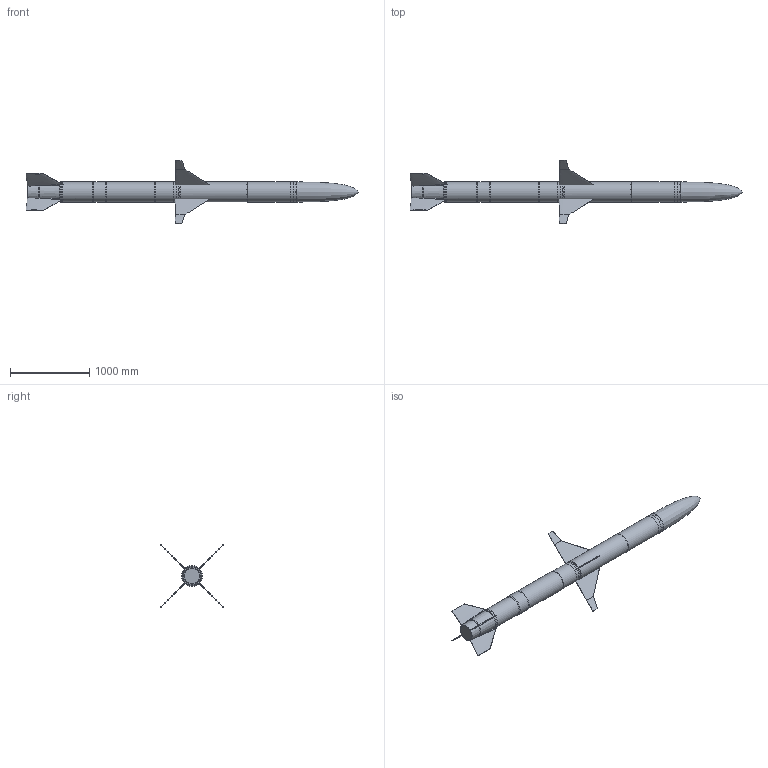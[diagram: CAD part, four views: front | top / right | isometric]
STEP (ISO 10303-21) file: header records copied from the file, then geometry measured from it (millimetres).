
FILE_DESCRIPTION(/* description */ (''),/* implementation_level */ '2;1');
FILE_NAME(/* name */ 'AGM-88E.step',/* time_stamp */ '2023-05-01T19:29:21+01:00',/* author */ (''),/* organization */ (''),/* preprocessor_version */ 'ST-DEVELOPER v19.2',/* originating_system */ 'Autodesk Translation Framework v12.4.0.73',/* authorisation */ '');
FILE_SCHEMA (('AUTOMOTIVE_DESIGN { 1 0 10303 214 3 1 1 }'));
Length unit declared in the file: metre
Products named in the file (2): AGM-88E AARGM; Missile Body
Assembly tree (1 placements, depth 2):
  AGM-88E AARGM
    Missile Body
Bounding box: 4190.41 x 804.07 x 804.07 mm (x, y, z)
Volume: 203379022.3 mm3; surface area: 4551900.8 mm2
Topology: 1 solids, 1 shells, 221 faces, 516 edges, 342 vertices
Faces by surface type: cylinder 78, plane 69, bspline 49, cone 19, torus 6
Full cylindrical faces by diameter (mm): 8 x48, 194 x1, 254 x7, 259 x1, 264 x1
Entity records: 12075 total; most frequent: CARTESIAN_POINT 7507, ORIENTED_EDGE 1030, DIRECTION 643, EDGE_CURVE 515, VERTEX_POINT 342, B_SPLINE_CURVE_WITH_KNOTS 336, AXIS2_PLACEMENT_3D 290, EDGE_LOOP 267
